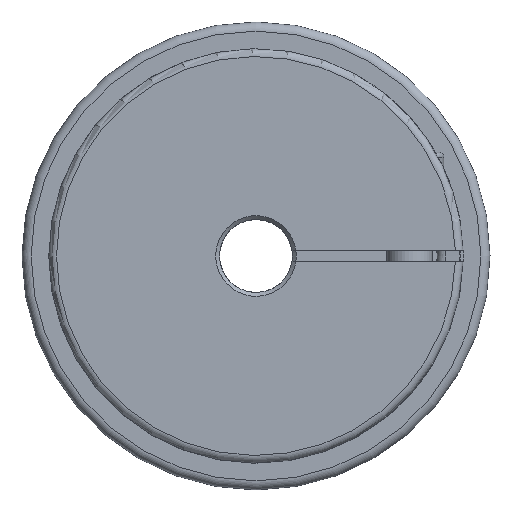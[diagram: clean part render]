
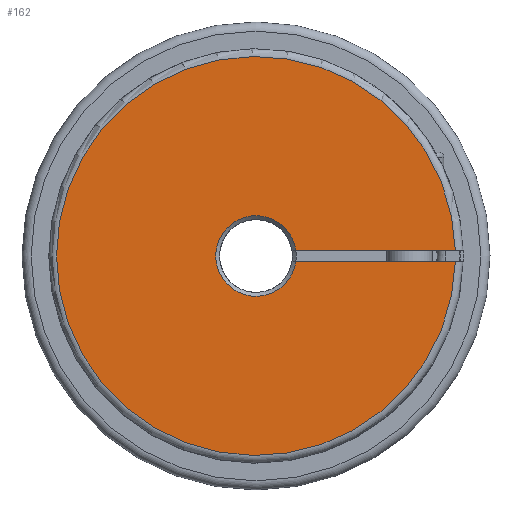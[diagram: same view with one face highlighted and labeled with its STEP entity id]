
A CAD part, left-side view. The second image highlights one B-rep face of the part: STEP entity #162.
In plain terms, the highlighted planar face has unit normal (-1, 0, 0).
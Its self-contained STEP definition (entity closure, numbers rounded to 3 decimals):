
#162 = ADVANCED_FACE( '', ( #428 ), #429, .T. );
#428 = FACE_OUTER_BOUND( '', #853, .T. );
#429 = PLANE( '', #854 );
#853 = EDGE_LOOP( '', ( #1331, #1332, #1333, #1334 ) );
#854 = AXIS2_PLACEMENT_3D( '', #1335, #1336, #1337 );
#1331 = ORIENTED_EDGE( '', *, *, #2163, .T. );
#1332 = ORIENTED_EDGE( '', *, *, #2164, .T. );
#1333 = ORIENTED_EDGE( '', *, *, #2100, .F. );
#1334 = ORIENTED_EDGE( '', *, *, #2165, .T. );
#1335 = CARTESIAN_POINT( '', ( -42.819, 0., 9.5 ) );
#1336 = DIRECTION( '', ( -1., 0., 0. ) );
#1337 = DIRECTION( '', ( 0., 0., 1. ) );
#2100 = EDGE_CURVE( '', #2419, #2420, #2421, .T. );
#2163 = EDGE_CURVE( '', #2533, #2534, #2535, .T. );
#2164 = EDGE_CURVE( '', #2534, #2420, #2536, .T. );
#2165 = EDGE_CURVE( '', #2419, #2533, #2537, .T. );
#2419 = VERTEX_POINT( '', #2883 );
#2420 = VERTEX_POINT( '', #2884 );
#2421 = LINE( '', #2885, #2886 );
#2533 = VERTEX_POINT( '', #3065 );
#2534 = VERTEX_POINT( '', #3066 );
#2535 = LINE( '', #3067, #3068 );
#2536 = CIRCLE( '', #3069, 52. );
#2537 = CIRCLE( '', #3070, 10.5 );
#2883 = CARTESIAN_POINT( '', ( -42.819, -10.392, -1.5 ) );
#2884 = CARTESIAN_POINT( '', ( -42.819, -51.978, -1.5 ) );
#2885 = CARTESIAN_POINT( '', ( -42.819, 0., -1.5 ) );
#2886 = VECTOR( '', #4041, 1000. );
#3065 = CARTESIAN_POINT( '', ( -42.819, -10.392, 1.5 ) );
#3066 = CARTESIAN_POINT( '', ( -42.819, -51.978, 1.5 ) );
#3067 = CARTESIAN_POINT( '', ( -42.819, 0., 1.5 ) );
#3068 = VECTOR( '', #4121, 1000. );
#3069 = AXIS2_PLACEMENT_3D( '', #4122, #4123, #4124 );
#3070 = AXIS2_PLACEMENT_3D( '', #4125, #4126, #4127 );
#4041 = DIRECTION( '', ( 0., -1., 0. ) );
#4121 = DIRECTION( '', ( 0., -1., 0. ) );
#4122 = CARTESIAN_POINT( '', ( -42.819, 0., 0. ) );
#4123 = DIRECTION( '', ( -1., 0., 0. ) );
#4124 = DIRECTION( '', ( 0., 0., 1. ) );
#4125 = CARTESIAN_POINT( '', ( -42.819, 0., 0. ) );
#4126 = DIRECTION( '', ( 1., 0., 0. ) );
#4127 = DIRECTION( '', ( 0., 0., 1. ) );
